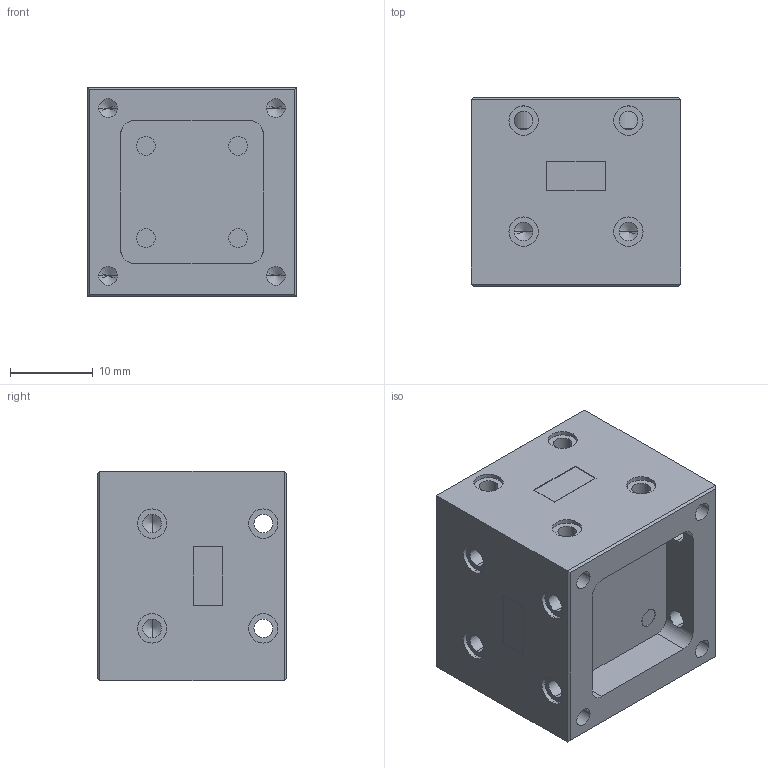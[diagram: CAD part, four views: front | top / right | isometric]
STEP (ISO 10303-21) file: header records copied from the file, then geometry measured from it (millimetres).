
FILE_DESCRIPTION (( 'STEP AP203' ), '1' );
FILE_NAME ('DEFEATURED DMWX-28-101-1.STEP', '2020-11-12T01:03:20', ( '' ), ( '' ), 'SwSTEP 2.0', 'SolidWorks 2020', '' );
FILE_SCHEMA (( 'CONFIG_CONTROL_DESIGN' ));
Length unit declared in the file: millimetre
Products named in the file (1): DEFEATURED DMWX-28-101-1
Bounding box: 25.4 x 22.86 x 25.4 mm (x, y, z)
Volume: 11701.9 mm3; surface area: 5411.9 mm2
Topology: 5 solids, 5 shells, 312 faces, 712 edges, 424 vertices
Faces by surface type: cylinder 120, plane 116, cone 76
Entity records: 8785 total; most frequent: CARTESIAN_POINT 1685, DIRECTION 1546, ORIENTED_EDGE 1360, EDGE_CURVE 680, AXIS2_PLACEMENT_3D 597, VERTEX_POINT 424, EDGE_LOOP 374, VECTOR 352
